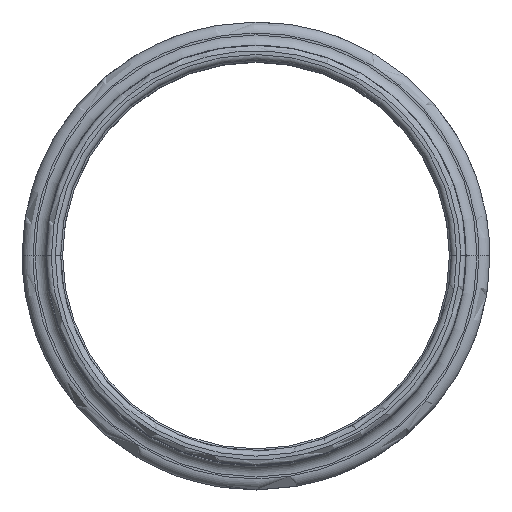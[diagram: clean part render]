
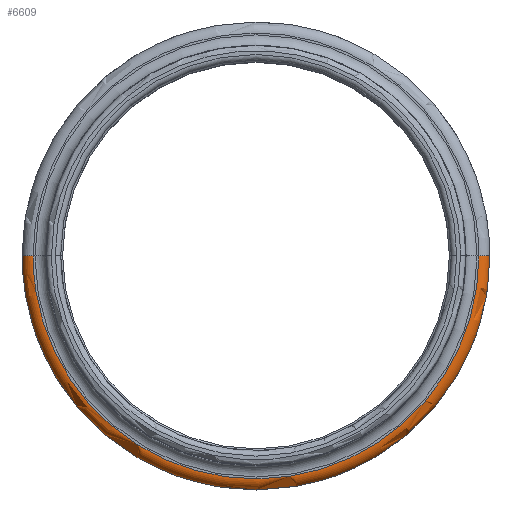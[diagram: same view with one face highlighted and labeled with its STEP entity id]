
A CAD part, top view. The second image highlights one B-rep face of the part: STEP entity #6609.
In plain terms, the highlighted toroidal (fillet/blend) face has major radius 6.05 mm and minor radius 0.3 mm.
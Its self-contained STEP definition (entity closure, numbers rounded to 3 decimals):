
#6582=AXIS2_PLACEMENT_3D('Torus Axis2P3D',#6579,#6580,#6581) ;
#6586=AXIS2_PLACEMENT_3D('Circle Axis2P3D',#6584,#6585,$) ;
#6593=AXIS2_PLACEMENT_3D('Circle Axis2P3D',#6591,#6592,$) ;
#6600=AXIS2_PLACEMENT_3D('Circle Axis2P3D',#6598,#6599,$) ;
#6472=CARTESIAN_POINT('Control Point',(12.4,6.35,13.5)) ;
#6473=CARTESIAN_POINT('Control Point',(12.4,5.748,13.5)) ;
#6474=CARTESIAN_POINT('Control Point',(12.325,5.145,13.5)) ;
#6475=CARTESIAN_POINT('Control Point',(12.175,4.555,13.5)) ;
#6476=CARTESIAN_POINT('Control Point',(11.731,3.425,13.5)) ;
#6477=CARTESIAN_POINT('Control Point',(11.024,2.438,13.5)) ;
#6478=CARTESIAN_POINT('Control Point',(10.61,1.991,13.5)) ;
#6479=CARTESIAN_POINT('Control Point',(9.681,1.21,13.5)) ;
#6480=CARTESIAN_POINT('Control Point',(8.588,0.68,13.5)) ;
#6481=CARTESIAN_POINT('Control Point',(8.011,0.485,13.5)) ;
#6482=CARTESIAN_POINT('Control Point',(6.821,0.243,13.5)) ;
#6483=CARTESIAN_POINT('Control Point',(5.608,0.3,13.5)) ;
#6484=CARTESIAN_POINT('Control Point',(5.008,0.404,13.5)) ;
#6485=CARTESIAN_POINT('Control Point',(3.847,0.76,13.5)) ;
#6486=CARTESIAN_POINT('Control Point',(2.809,1.389,13.5)) ;
#6487=CARTESIAN_POINT('Control Point',(2.332,1.767,13.5)) ;
#6488=CARTESIAN_POINT('Control Point',(1.481,2.634,13.5)) ;
#6489=CARTESIAN_POINT('Control Point',(0.869,3.682,13.5)) ;
#6490=CARTESIAN_POINT('Control Point',(0.631,4.243,13.5)) ;
#6491=CARTESIAN_POINT('Control Point',(0.413,5.007,13.5)) ;
#6492=CARTESIAN_POINT('Control Point',(0.322,5.791,13.5)) ;
#6493=CARTESIAN_POINT('Control Point',(0.307,5.978,13.5)) ;
#6494=CARTESIAN_POINT('Control Point',(0.3,6.164,13.5)) ;
#6495=CARTESIAN_POINT('Control Point',(0.3,6.35,13.5)) ;
#6496=CARTESIAN_POINT('Vertex',(12.4,6.35,13.5)) ;
#6498=CARTESIAN_POINT('Vertex',(0.3,6.35,13.5)) ;
#6579=CARTESIAN_POINT('Axis2P3D Location',(6.35,6.35,13.2)) ;
#6584=CARTESIAN_POINT('Axis2P3D Location',(12.4,6.35,13.2)) ;
#6588=CARTESIAN_POINT('Vertex',(12.7,6.35,13.2)) ;
#6591=CARTESIAN_POINT('Axis2P3D Location',(0.3,6.35,13.2)) ;
#6595=CARTESIAN_POINT('Vertex',(0.,6.35,13.2)) ;
#6598=CARTESIAN_POINT('Axis2P3D Location',(6.35,6.35,13.2)) ;
#6580=DIRECTION('Axis2P3D Direction',(0.,0.,-1.)) ;
#6581=DIRECTION('Axis2P3D XDirection',(1.,0.,0.)) ;
#6585=DIRECTION('Axis2P3D Direction',(0.,1.,0.)) ;
#6592=DIRECTION('Axis2P3D Direction',(0.,-1.,0.)) ;
#6599=DIRECTION('Axis2P3D Direction',(0.,0.,-1.)) ;
#6604=ORIENTED_EDGE('',*,*,#6590,.F.) ;
#6605=ORIENTED_EDGE('',*,*,#6500,.T.) ;
#6606=ORIENTED_EDGE('',*,*,#6597,.F.) ;
#6607=ORIENTED_EDGE('',*,*,#6602,.F.) ;
#6609=ADVANCED_FACE('Hauptk\X2\00F6\X0\rper',(#6608),#6583,.T.) ;
#6471=B_SPLINE_CURVE_WITH_KNOTS('',5,(#6472,#6473,#6474,#6475,#6476,#6477,#6478,#6479,#6480,#6481,#6482,#6483,#6484,#6485,#6486,#6487,#6488,#6489,#6490,#6491,#6492,#6493,#6494,#6495),.UNSPECIFIED.,.F.,.U.,(6,3,3,3,3,3,3,6),(0.,4.271,8.541,12.812,17.083,21.354,25.624,26.945),.UNSPECIFIED.) ;
#6587=CIRCLE('generated circle',#6586,0.3) ;
#6594=CIRCLE('generated circle',#6593,0.3) ;
#6601=CIRCLE('generated circle',#6600,6.35) ;
#6583=TOROIDAL_SURFACE('homeo Torus',#6582,6.05,0.3) ;
#6500=EDGE_CURVE('',#6497,#6499,#6471,.T.) ;
#6590=EDGE_CURVE('',#6497,#6589,#6587,.T.) ;
#6597=EDGE_CURVE('',#6596,#6499,#6594,.F.) ;
#6602=EDGE_CURVE('',#6589,#6596,#6601,.T.) ;
#6603=EDGE_LOOP('',(#6604,#6605,#6606,#6607)) ;
#6608=FACE_OUTER_BOUND('',#6603,.T.) ;
#6497=VERTEX_POINT('',#6496) ;
#6499=VERTEX_POINT('',#6498) ;
#6589=VERTEX_POINT('',#6588) ;
#6596=VERTEX_POINT('',#6595) ;
